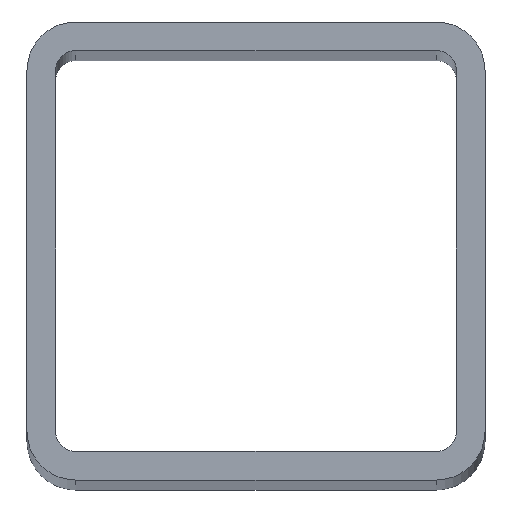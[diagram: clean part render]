
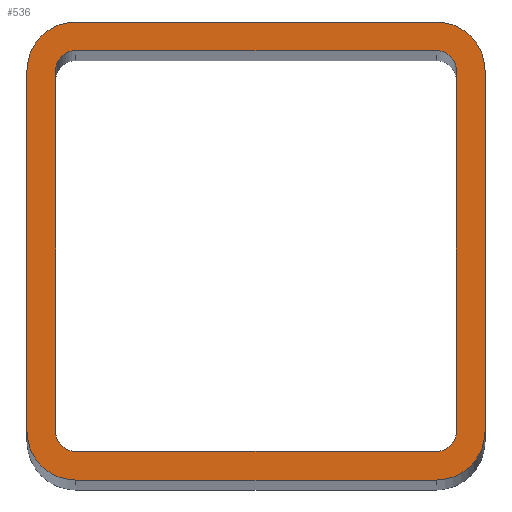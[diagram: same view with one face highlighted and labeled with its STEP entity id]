
A CAD part, top view. The second image highlights one B-rep face of the part: STEP entity #536.
In plain terms, the highlighted planar face has unit normal (0, 0, 1).
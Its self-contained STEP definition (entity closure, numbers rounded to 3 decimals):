
#93 = DIRECTION ( 'NONE',  ( 1., 0., 0. ) ) ;
#94 = VECTOR ( 'NONE', #93, 1000. ) ;
#95 = CARTESIAN_POINT ( 'NONE',  ( -31.5, -35., 1000. ) ) ;
#96 = LINE ( 'NONE', #95, #94 ) ;
#97 = CARTESIAN_POINT ( 'NONE',  ( 31.5, -31.5, 1000. ) ) ;
#98 = CARTESIAN_POINT ( 'NONE',  ( 31.5, -35., 1000. ) ) ;
#99 = CARTESIAN_POINT ( 'NONE',  ( -31.5, -40., 1000. ) ) ;
#100 = LINE ( 'NONE', #99, #172 ) ;
#103 = DIRECTION ( 'NONE',  ( 0., -1., 0. ) ) ;
#111 = CARTESIAN_POINT ( 'NONE',  ( 31.5, 40., 1000. ) ) ;
#112 = DIRECTION ( 'NONE',  ( 1., 0., 0. ) ) ;
#113 = DIRECTION ( 'NONE',  ( 0., 0., 1. ) ) ;
#114 = CARTESIAN_POINT ( 'NONE',  ( 31.5, 31.5, 1000. ) ) ;
#115 = AXIS2_PLACEMENT_3D ( 'NONE', #114, #113, #112 ) ;
#116 = CIRCLE ( 'NONE', #115, 8.5 ) ;
#117 = CARTESIAN_POINT ( 'NONE',  ( 31.5, 35., 1000. ) ) ;
#118 = CARTESIAN_POINT ( 'NONE',  ( -35., 31.5, 1000. ) ) ;
#122 = DIRECTION ( 'NONE',  ( 1., 0., 0. ) ) ;
#123 = DIRECTION ( 'NONE',  ( 0., 0., 1. ) ) ;
#124 = CARTESIAN_POINT ( 'NONE',  ( 31.5, -31.5, 1000. ) ) ;
#125 = AXIS2_PLACEMENT_3D ( 'NONE', #124, #123, #122 ) ;
#126 = CIRCLE ( 'NONE', #125, 3.5 ) ;
#127 = CARTESIAN_POINT ( 'NONE',  ( 31.5, -40., 1000. ) ) ;
#146 = CARTESIAN_POINT ( 'NONE',  ( 35., -31.5, 1000. ) ) ;
#147 = DIRECTION ( 'NONE',  ( 0., 1., 0. ) ) ;
#148 = VECTOR ( 'NONE', #147, 1000. ) ;
#149 = CARTESIAN_POINT ( 'NONE',  ( 35., 31.5, 1000. ) ) ;
#150 = LINE ( 'NONE', #149, #148 ) ;
#151 = LINE ( 'NONE', #153, #152 ) ;
#152 = VECTOR ( 'NONE', #103, 1000. ) ;
#153 = CARTESIAN_POINT ( 'NONE',  ( -35., 31.5, 1000. ) ) ;
#155 = DIRECTION ( 'NONE',  ( -1., 0., 0. ) ) ;
#156 = DIRECTION ( 'NONE',  ( 0., 0., 1. ) ) ;
#157 = CARTESIAN_POINT ( 'NONE',  ( -31.5, 31.5, 1000. ) ) ;
#158 = AXIS2_PLACEMENT_3D ( 'NONE', #157, #156, #155 ) ;
#159 = CIRCLE ( 'NONE', #158, 3.5 ) ;
#160 = CARTESIAN_POINT ( 'NONE',  ( -31.5, 35., 1000. ) ) ;
#161 = DIRECTION ( 'NONE',  ( -1., 0., 0. ) ) ;
#162 = VECTOR ( 'NONE', #161, 1000. ) ;
#163 = CARTESIAN_POINT ( 'NONE',  ( -31.5, 40., 1000. ) ) ;
#164 = LINE ( 'NONE', #163, #162 ) ;
#165 = CARTESIAN_POINT ( 'NONE',  ( 40., 31.5, 1000. ) ) ;
#166 = CARTESIAN_POINT ( 'NONE',  ( 40., -31.5, 1000. ) ) ;
#167 = DIRECTION ( 'NONE',  ( 1., 0., 0. ) ) ;
#168 = DIRECTION ( 'NONE',  ( 0., 0., 1. ) ) ;
#169 = AXIS2_PLACEMENT_3D ( 'NONE', #97, #168, #167 ) ;
#170 = CIRCLE ( 'NONE', #169, 8.5 ) ;
#171 = DIRECTION ( 'NONE',  ( 1., 0., 0. ) ) ;
#172 = VECTOR ( 'NONE', #171, 1000. ) ;
#205 = CARTESIAN_POINT ( 'NONE',  ( -31.5, 40., 1000. ) ) ;
#206 = DIRECTION ( 'NONE',  ( -1., 0., 0. ) ) ;
#207 = DIRECTION ( 'NONE',  ( 0., 0., -1. ) ) ;
#208 = AXIS2_PLACEMENT_3D ( 'NONE', #210, #207, #206 ) ;
#210 = CARTESIAN_POINT ( 'NONE',  ( -31.5, 31.5, 1000. ) ) ;
#211 = PLANE ( 'NONE',  #208 ) ;
#212 = FACE_BOUND ( 'NONE', #456, .T. ) ;
#249 = CARTESIAN_POINT ( 'NONE',  ( -31.5, -35., 1000. ) ) ;
#256 = DIRECTION ( 'NONE',  ( 0., 1., 0. ) ) ;
#257 = VECTOR ( 'NONE', #256, 1000. ) ;
#258 = CARTESIAN_POINT ( 'NONE',  ( 40., 31.5, 1000. ) ) ;
#259 = LINE ( 'NONE', #258, #257 ) ;
#260 = CARTESIAN_POINT ( 'NONE',  ( -35., -31.5, 1000. ) ) ;
#261 = DIRECTION ( 'NONE',  ( -1., 0., 0. ) ) ;
#262 = DIRECTION ( 'NONE',  ( 0., 0., 1. ) ) ;
#263 = AXIS2_PLACEMENT_3D ( 'NONE', #366, #262, #261 ) ;
#269 = FACE_OUTER_BOUND ( 'NONE', #543, .T. ) ;
#270 = DIRECTION ( 'NONE',  ( -1., 0., 0. ) ) ;
#271 = DIRECTION ( 'NONE',  ( 0., 0., 1. ) ) ;
#272 = CARTESIAN_POINT ( 'NONE',  ( -31.5, -31.5, 1000. ) ) ;
#273 = AXIS2_PLACEMENT_3D ( 'NONE', #272, #271, #270 ) ;
#274 = CIRCLE ( 'NONE', #273, 8.5 ) ;
#275 = CARTESIAN_POINT ( 'NONE',  ( -31.5, -40., 1000. ) ) ;
#276 = CARTESIAN_POINT ( 'NONE',  ( 35., 31.5, 1000. ) ) ;
#277 = DIRECTION ( 'NONE',  ( 1., 0., 0. ) ) ;
#278 = DIRECTION ( 'NONE',  ( 0., 0., 1. ) ) ;
#279 = CARTESIAN_POINT ( 'NONE',  ( 31.5, 31.5, 1000. ) ) ;
#280 = AXIS2_PLACEMENT_3D ( 'NONE', #279, #278, #277 ) ;
#281 = CIRCLE ( 'NONE', #280, 3.5 ) ;
#282 = DIRECTION ( 'NONE',  ( -1., 0., 0. ) ) ;
#283 = VECTOR ( 'NONE', #282, 1000. ) ;
#284 = CARTESIAN_POINT ( 'NONE',  ( -31.5, 35., 1000. ) ) ;
#285 = LINE ( 'NONE', #284, #283 ) ;
#302 = DIRECTION ( 'NONE',  ( 0., -1., 0. ) ) ;
#303 = VECTOR ( 'NONE', #302, 1000. ) ;
#304 = CARTESIAN_POINT ( 'NONE',  ( -40., 31.5, 1000. ) ) ;
#305 = LINE ( 'NONE', #304, #303 ) ;
#306 = CARTESIAN_POINT ( 'NONE',  ( -40., -31.5, 1000. ) ) ;
#307 = DIRECTION ( 'NONE',  ( -1., 0., 0. ) ) ;
#308 = DIRECTION ( 'NONE',  ( 0., 0., 1. ) ) ;
#309 = CARTESIAN_POINT ( 'NONE',  ( -31.5, 31.5, 1000. ) ) ;
#310 = AXIS2_PLACEMENT_3D ( 'NONE', #309, #308, #307 ) ;
#311 = CIRCLE ( 'NONE', #310, 8.5 ) ;
#312 = CARTESIAN_POINT ( 'NONE',  ( -40., 31.5, 1000. ) ) ;
#366 = CARTESIAN_POINT ( 'NONE',  ( -31.5, -31.5, 1000. ) ) ;
#367 = CIRCLE ( 'NONE', #263, 3.5 ) ;
#436 = VERTEX_POINT ( 'NONE', #127 ) ;
#437 = ORIENTED_EDGE ( 'NONE', *, *, #438, .F. ) ;
#438 = EDGE_CURVE ( 'NONE', #460, #526, #151, .T. ) ;
#441 = ORIENTED_EDGE ( 'NONE', *, *, #442, .T. ) ;
#442 = EDGE_CURVE ( 'NONE', #533, #436, #100, .T. ) ;
#443 = ORIENTED_EDGE ( 'NONE', *, *, #444, .F. ) ;
#444 = EDGE_CURVE ( 'NONE', #445, #532, #150, .T. ) ;
#445 = VERTEX_POINT ( 'NONE', #146 ) ;
#446 = ORIENTED_EDGE ( 'NONE', *, *, #447, .F. ) ;
#447 = EDGE_CURVE ( 'NONE', #448, #445, #126, .T. ) ;
#448 = VERTEX_POINT ( 'NONE', #98 ) ;
#449 = ORIENTED_EDGE ( 'NONE', *, *, #450, .F. ) ;
#450 = EDGE_CURVE ( 'NONE', #523, #448, #96, .T. ) ;
#451 = EDGE_CURVE ( 'NONE', #436, #452, #170, .T. ) ;
#452 = VERTEX_POINT ( 'NONE', #166 ) ;
#453 = ORIENTED_EDGE ( 'NONE', *, *, #527, .T. ) ;
#454 = VERTEX_POINT ( 'NONE', #165 ) ;
#455 = EDGE_CURVE ( 'NONE', #465, #537, #164, .T. ) ;
#456 = EDGE_LOOP ( 'NONE', ( #457, #461, #530, #443, #446, #449, #524, #437 ) ) ;
#457 = ORIENTED_EDGE ( 'NONE', *, *, #458, .F. ) ;
#458 = EDGE_CURVE ( 'NONE', #459, #460, #159, .T. ) ;
#459 = VERTEX_POINT ( 'NONE', #160 ) ;
#460 = VERTEX_POINT ( 'NONE', #118 ) ;
#461 = ORIENTED_EDGE ( 'NONE', *, *, #529, .F. ) ;
#462 = VERTEX_POINT ( 'NONE', #117 ) ;
#463 = ORIENTED_EDGE ( 'NONE', *, *, #464, .T. ) ;
#464 = EDGE_CURVE ( 'NONE', #454, #465, #116, .T. ) ;
#465 = VERTEX_POINT ( 'NONE', #111 ) ;
#522 = ORIENTED_EDGE ( 'NONE', *, *, #455, .T. ) ;
#523 = VERTEX_POINT ( 'NONE', #249 ) ;
#524 = ORIENTED_EDGE ( 'NONE', *, *, #525, .F. ) ;
#525 = EDGE_CURVE ( 'NONE', #526, #523, #367, .T. ) ;
#526 = VERTEX_POINT ( 'NONE', #260 ) ;
#527 = EDGE_CURVE ( 'NONE', #452, #454, #259, .T. ) ;
#528 = ORIENTED_EDGE ( 'NONE', *, *, #451, .T. ) ;
#529 = EDGE_CURVE ( 'NONE', #462, #459, #285, .T. ) ;
#530 = ORIENTED_EDGE ( 'NONE', *, *, #531, .F. ) ;
#531 = EDGE_CURVE ( 'NONE', #532, #462, #281, .T. ) ;
#532 = VERTEX_POINT ( 'NONE', #276 ) ;
#533 = VERTEX_POINT ( 'NONE', #275 ) ;
#534 = ORIENTED_EDGE ( 'NONE', *, *, #535, .T. ) ;
#535 = EDGE_CURVE ( 'NONE', #545, #533, #274, .T. ) ;
#536 = ADVANCED_FACE ( 'NONE', ( #269, #212 ), #211, .F. ) ;
#537 = VERTEX_POINT ( 'NONE', #205 ) ;
#539 = VERTEX_POINT ( 'NONE', #312 ) ;
#540 = ORIENTED_EDGE ( 'NONE', *, *, #541, .T. ) ;
#541 = EDGE_CURVE ( 'NONE', #537, #539, #311, .T. ) ;
#542 = ORIENTED_EDGE ( 'NONE', *, *, #546, .T. ) ;
#543 = EDGE_LOOP ( 'NONE', ( #540, #542, #534, #441, #528, #453, #463, #522 ) ) ;
#545 = VERTEX_POINT ( 'NONE', #306 ) ;
#546 = EDGE_CURVE ( 'NONE', #539, #545, #305, .T. ) ;
